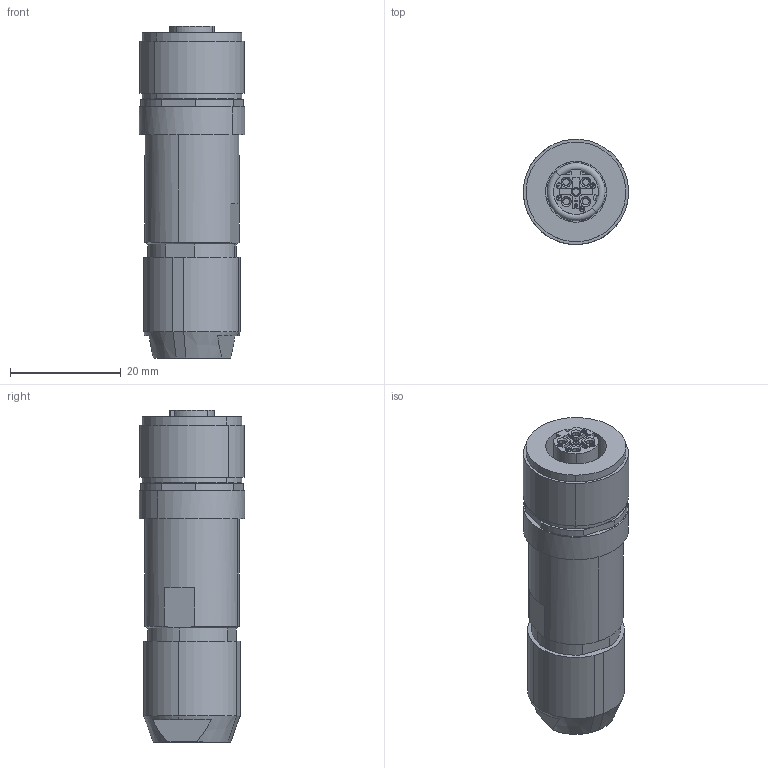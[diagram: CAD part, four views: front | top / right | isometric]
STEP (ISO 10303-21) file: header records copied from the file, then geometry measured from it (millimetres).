
FILE_DESCRIPTION(('HOOPS Exchange Step'),'2;1');
FILE_NAME('export-FDFE9682-6507-4FC3-832A-9C027E0146EF.stp','2024-11-16T16:17:51+01:00',('Engineering'),('Alibre'),'HOOPS Exchange 2024.3','Alibre','Unknown authorisation');
FILE_SCHEMA( ('AP242_MANAGED_MODEL_BASED_3D_ENGINEERING_MIM_LF {1 0 10303 442 1 1 4 }') );
Length unit declared in the file: millimetre
Products named in the file (3): 7090-2 M12 4-pole Straight Female Shielded Network Connector (1424683); 7090-1 M12 4-pole Straight Female Shielded Network Connector (1424683); 7090 M12 4-pole Straight Female Shielded Network Connector (1424683)
Assembly tree (2 placements, depth 2):
  7090 M12 4-pole Straight Female Shielded Network Connector (1424683)
    7090-2 M12 4-pole Straight Female Shielded Network Connector (1424683)
    7090-1 M12 4-pole Straight Female Shielded Network Connector (1424683)
Bounding box: 19 x 19 x 59.94 mm (x, y, z)
Volume: 10950.8 mm3; surface area: 8518.6 mm2
Topology: 2 solids, 2 shells, 546 faces, 1505 edges, 1005 vertices
Faces by surface type: plane 266, cylinder 178, cone 64, bspline 26, torus 12
Entity records: 20036 total; most frequent: CARTESIAN_POINT 5421, ORIENTED_EDGE 3010, DIRECTION 2820, EDGE_CURVE 1505, AXIS2_PLACEMENT_3D 1010, VERTEX_POINT 1005, VECTOR 800, LINE 800
